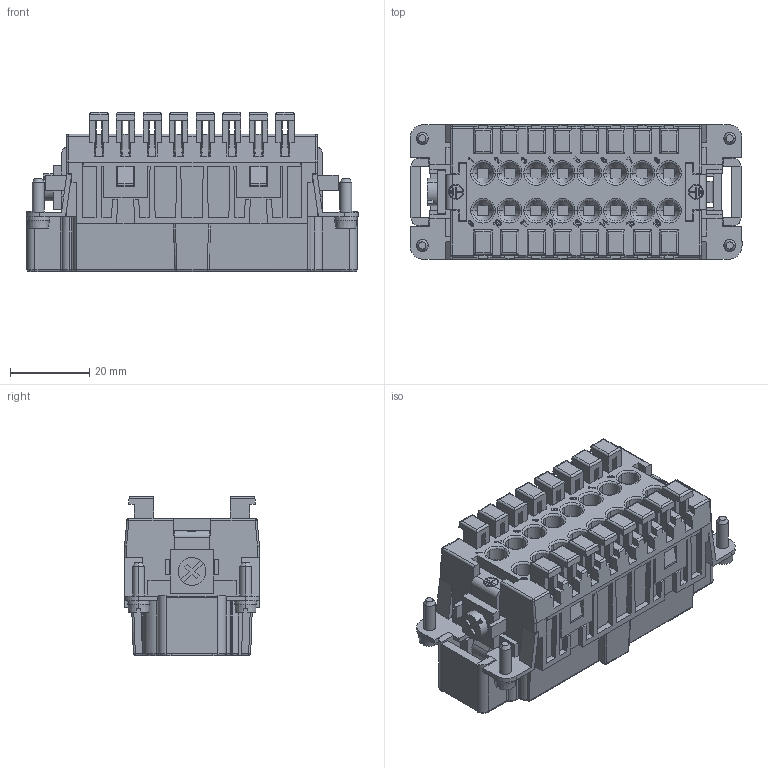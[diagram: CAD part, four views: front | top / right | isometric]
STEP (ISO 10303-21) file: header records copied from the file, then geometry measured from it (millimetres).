
FILE_DESCRIPTION(('Creo Elements/Direct Modeling STEP Export'),'2;1');
FILE_NAME('0lndrr04ktlsjqa492','2018-09-27T11:50:30',(''),(''),'PTC Creo Elements/Direct Modeling STEP processor for AP214 (Solid Model)','PTC Creo Elements/Direct Modeling 19.0B 21-Mar-2015 (C) Parametric Technology GmbH','');
FILE_SCHEMA(('AUTOMOTIVE_DESIGN { 1 0 10303 214 1 1 1 1 }'));
Products named in the file (2): CSHM_16
Assembly tree (1 placements, depth 2):
  CSHM_16
    CSHM_16
Bounding box: 83.7 x 34 x 40.1 mm (x, y, z)
Volume: 51393.1 mm3; surface area: 26720.2 mm2
Topology: 1 solids, 1 shells, 1621 faces, 6064 edges, 4501 vertices
Faces by surface type: plane 1090, cylinder 286, cone 144, torus 83, sphere 18
Entity records: 76070 total; most frequent: CARTESIAN_POINT 19640, ORIENTED_EDGE 12092, DIRECTION 8947, EDGE_CURVE 6046, VECTOR 4793, LINE 4793, VERTEX_POINT 4501, AXIS2_PLACEMENT_3D 2077
